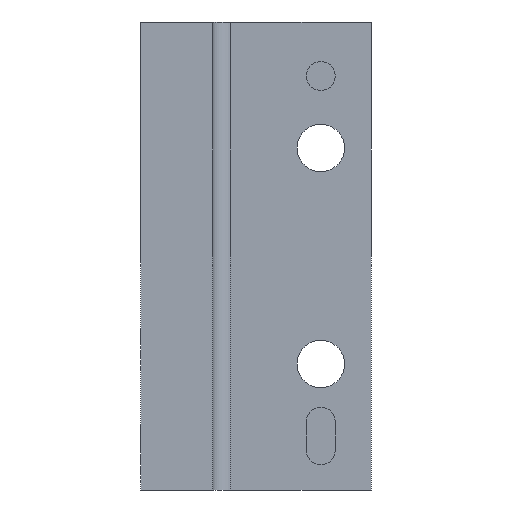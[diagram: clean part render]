
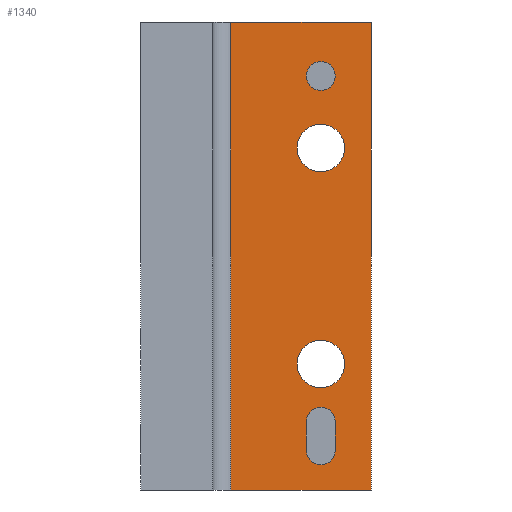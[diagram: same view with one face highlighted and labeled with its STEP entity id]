
A CAD part, front view. The second image highlights one B-rep face of the part: STEP entity #1340.
In plain terms, the highlighted planar face has unit normal (0, -1, 0).
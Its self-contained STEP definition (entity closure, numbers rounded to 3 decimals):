
#48=FACE_BOUND('',#319,.T.);
#49=FACE_BOUND('',#320,.T.);
#50=FACE_BOUND('',#321,.T.);
#51=FACE_BOUND('',#322,.T.);
#88=CIRCLE('',#1414,2.);
#90=CIRCLE('',#1418,2.);
#92=CIRCLE('',#1422,2.);
#93=CIRCLE('',#1423,2.);
#101=CIRCLE('',#1435,3.3);
#107=CIRCLE('',#1444,3.3);
#245=FACE_OUTER_BOUND('',#318,.T.);
#318=EDGE_LOOP('',(#998,#999,#1000,#1001));
#319=EDGE_LOOP('',(#1002,#1003,#1004,#1005));
#320=EDGE_LOOP('',(#1006,#1007));
#321=EDGE_LOOP('',(#1008));
#322=EDGE_LOOP('',(#1009));
#409=LINE('',#2028,#494);
#414=LINE('',#2042,#499);
#428=LINE('',#2112,#513);
#434=LINE('',#2128,#519);
#439=LINE('',#2139,#524);
#440=LINE('',#2141,#525);
#494=VECTOR('',#1591,10.);
#499=VECTOR('',#1604,10.);
#513=VECTOR('',#1680,10.);
#519=VECTOR('',#1694,10.);
#524=VECTOR('',#1707,10.);
#525=VECTOR('',#1710,10.);
#579=VERTEX_POINT('',#2026);
#580=VERTEX_POINT('',#2027);
#583=VERTEX_POINT('',#2035);
#585=VERTEX_POINT('',#2041);
#587=VERTEX_POINT('',#2051);
#588=VERTEX_POINT('',#2052);
#596=VERTEX_POINT('',#2075);
#602=VERTEX_POINT('',#2092);
#609=VERTEX_POINT('',#2109);
#610=VERTEX_POINT('',#2111);
#615=VERTEX_POINT('',#2125);
#616=VERTEX_POINT('',#2127);
#719=EDGE_CURVE('',#579,#580,#409,.T.);
#723=EDGE_CURVE('',#583,#579,#88,.T.);
#726=EDGE_CURVE('',#585,#583,#414,.T.);
#729=EDGE_CURVE('',#580,#585,#90,.T.);
#731=EDGE_CURVE('',#587,#588,#92,.T.);
#732=EDGE_CURVE('',#588,#587,#93,.T.);
#743=EDGE_CURVE('',#596,#596,#101,.T.);
#751=EDGE_CURVE('',#602,#602,#107,.T.);
#759=EDGE_CURVE('',#609,#610,#428,.T.);
#767=EDGE_CURVE('',#615,#616,#434,.T.);
#773=EDGE_CURVE('',#609,#616,#439,.T.);
#774=EDGE_CURVE('',#610,#615,#440,.T.);
#998=ORIENTED_EDGE('',*,*,#774,.F.);
#999=ORIENTED_EDGE('',*,*,#759,.F.);
#1000=ORIENTED_EDGE('',*,*,#773,.T.);
#1001=ORIENTED_EDGE('',*,*,#767,.F.);
#1002=ORIENTED_EDGE('',*,*,#719,.T.);
#1003=ORIENTED_EDGE('',*,*,#729,.T.);
#1004=ORIENTED_EDGE('',*,*,#726,.T.);
#1005=ORIENTED_EDGE('',*,*,#723,.T.);
#1006=ORIENTED_EDGE('',*,*,#731,.T.);
#1007=ORIENTED_EDGE('',*,*,#732,.T.);
#1008=ORIENTED_EDGE('',*,*,#743,.T.);
#1009=ORIENTED_EDGE('',*,*,#751,.T.);
#1297=PLANE('',#1456);
#1340=ADVANCED_FACE('',(#245,#48,#49,#50,#51),#1297,.T.);
#1414=AXIS2_PLACEMENT_3D('',#2036,#1597,#1598);
#1418=AXIS2_PLACEMENT_3D('',#2047,#1609,#1610);
#1422=AXIS2_PLACEMENT_3D('',#2053,#1617,#1618);
#1423=AXIS2_PLACEMENT_3D('',#2054,#1619,#1620);
#1435=AXIS2_PLACEMENT_3D('',#2077,#1646,#1647);
#1444=AXIS2_PLACEMENT_3D('',#2094,#1666,#1667);
#1456=AXIS2_PLACEMENT_3D('',#2140,#1708,#1709);
#1591=DIRECTION('',(0.,0.,-1.));
#1597=DIRECTION('center_axis',(0.,1.,0.));
#1598=DIRECTION('ref_axis',(-1.,0.,0.));
#1604=DIRECTION('',(0.,0.,1.));
#1609=DIRECTION('center_axis',(0.,1.,0.));
#1610=DIRECTION('ref_axis',(1.,0.,0.));
#1617=DIRECTION('center_axis',(0.,1.,0.));
#1618=DIRECTION('ref_axis',(1.,0.,0.));
#1619=DIRECTION('center_axis',(0.,1.,0.));
#1620=DIRECTION('ref_axis',(1.,0.,0.));
#1646=DIRECTION('center_axis',(0.,1.,0.));
#1647=DIRECTION('ref_axis',(1.,0.,0.));
#1666=DIRECTION('center_axis',(0.,1.,0.));
#1667=DIRECTION('ref_axis',(1.,0.,0.));
#1680=DIRECTION('',(1.,0.,0.));
#1694=DIRECTION('',(-1.,0.,0.));
#1707=DIRECTION('',(0.,0.,-1.));
#1708=DIRECTION('center_axis',(0.,-1.,0.));
#1709=DIRECTION('ref_axis',(1.,0.,0.));
#1710=DIRECTION('',(0.,0.,-1.));
#2026=CARTESIAN_POINT('',(94.,78.995,-23.));
#2027=CARTESIAN_POINT('',(94.,78.995,-27.));
#2028=CARTESIAN_POINT('',(94.,78.995,-11.5));
#2035=CARTESIAN_POINT('',(90.,78.995,-23.));
#2036=CARTESIAN_POINT('Origin',(92.,78.995,-23.));
#2041=CARTESIAN_POINT('',(90.,78.995,-27.));
#2042=CARTESIAN_POINT('',(90.,78.995,-13.5));
#2047=CARTESIAN_POINT('Origin',(92.,78.995,-27.));
#2051=CARTESIAN_POINT('',(94.,78.995,25.));
#2052=CARTESIAN_POINT('',(90.,78.995,25.));
#2053=CARTESIAN_POINT('Origin',(92.,78.995,25.));
#2054=CARTESIAN_POINT('Origin',(92.,78.995,25.));
#2075=CARTESIAN_POINT('',(88.7,78.995,15.));
#2077=CARTESIAN_POINT('Origin',(92.,78.995,15.));
#2092=CARTESIAN_POINT('',(88.7,78.995,-15.));
#2094=CARTESIAN_POINT('Origin',(92.,78.995,-15.));
#2109=CARTESIAN_POINT('',(79.5,78.995,32.5));
#2111=CARTESIAN_POINT('',(99.,78.995,32.5));
#2112=CARTESIAN_POINT('',(99.,78.995,32.5));
#2125=CARTESIAN_POINT('',(99.,78.995,-32.5));
#2127=CARTESIAN_POINT('',(79.5,78.995,-32.5));
#2128=CARTESIAN_POINT('',(99.,78.995,-32.5));
#2139=CARTESIAN_POINT('',(79.5,78.995,0.));
#2140=CARTESIAN_POINT('Origin',(79.5,78.995,0.));
#2141=CARTESIAN_POINT('',(99.,78.995,0.));
